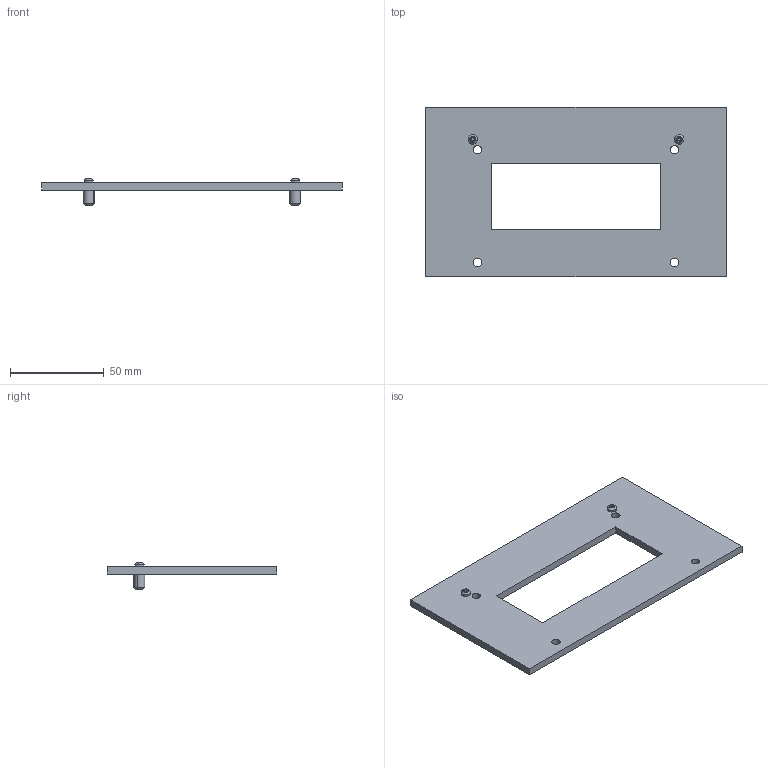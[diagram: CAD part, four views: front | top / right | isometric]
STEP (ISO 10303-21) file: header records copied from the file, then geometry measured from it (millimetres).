
FILE_DESCRIPTION (( 'STEP AP214' ), '1' );
FILE_NAME ('INGUN_114957.STEP', '2023-02-23T12:44:10', ( '' ), ( '' ), 'SwSTEP 2.0', 'SolidWorks 2021', '' );
FILE_SCHEMA (( 'AUTOMOTIVE_DESIGN' ));
Length unit declared in the file: millimetre
Products named in the file (4): 114955~0_S; 114956~0_S; INGUN_114957; ISO7380~n_M02,5x008
Assembly tree (5 placements, depth 2):
  INGUN_114957
    114955~0_S
    ISO7380~n_M02,5x008  x2
    114956~0_S  x2
Bounding box: 160 x 90 x 14 mm (x, y, z)
Volume: 45201.3 mm3; surface area: 26368 mm2
Topology: 5 solids, 5 shells, 96 faces, 234 edges, 152 vertices
Faces by surface type: cylinder 62, plane 22, cone 8, torus 4
Entity records: 2019 total; most frequent: DIRECTION 363, CARTESIAN_POINT 310, ORIENTED_EDGE 294, AXIS2_PLACEMENT_3D 149, EDGE_CURVE 147, VERTEX_POINT 96, CIRCLE 82, EDGE_LOOP 77
